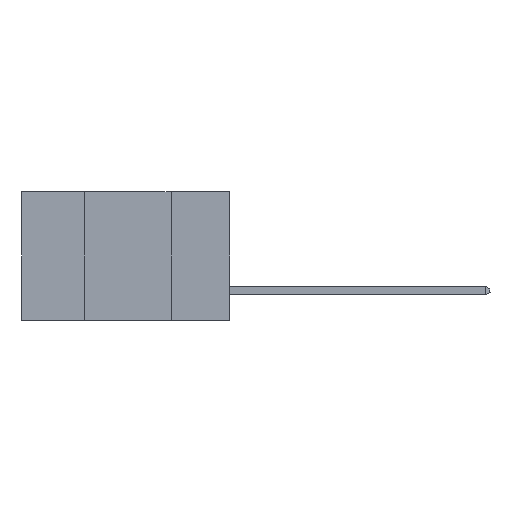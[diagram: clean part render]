
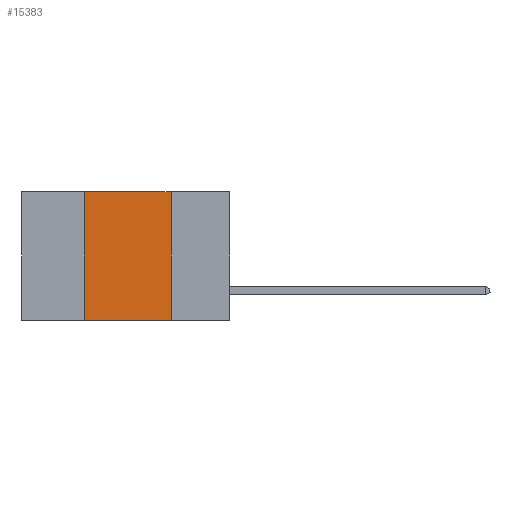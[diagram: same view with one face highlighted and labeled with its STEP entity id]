
A CAD part, left-side view. The second image highlights one B-rep face of the part: STEP entity #15383.
In plain terms, the highlighted planar face has unit normal (-1, 0, 0).
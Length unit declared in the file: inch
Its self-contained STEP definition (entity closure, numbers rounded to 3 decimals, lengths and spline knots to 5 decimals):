
#555 = CARTESIAN_POINT ( 'NONE',  ( 0., 0.17, 0. ) ) ;
#1003 = CARTESIAN_POINT ( 'NONE',  ( 0., 0.17, 0. ) ) ;
#1812 = DIRECTION ( 'NONE',  ( 0., -1., 0. ) ) ;
#2070 = VERTEX_POINT ( 'NONE', #11748 ) ;
#2166 = VERTEX_POINT ( 'NONE', #555 ) ;
#2288 = CARTESIAN_POINT ( 'NONE',  ( 0., 0.6, 0. ) ) ;
#2648 = VECTOR ( 'NONE', #6516, 39.37008 ) ;
#5357 = FACE_OUTER_BOUND ( 'NONE', #5953, .T. ) ;
#5617 = CARTESIAN_POINT ( 'NONE',  ( 0., 0.42, 0. ) ) ;
#5953 = EDGE_LOOP ( 'NONE', ( #13892, #14983, #15586, #6161 ) ) ;
#6047 = CARTESIAN_POINT ( 'NONE',  ( 0., 0.6, -0.37 ) ) ;
#6161 = ORIENTED_EDGE ( 'NONE', *, *, #13291, .T. ) ;
#6516 = DIRECTION ( 'NONE',  ( 0., 0., -1. ) ) ;
#6731 = AXIS2_PLACEMENT_3D ( 'NONE', #12006, #17769, #14639 ) ;
#6825 = EDGE_CURVE ( 'NONE', #9703, #2166, #8879, .T. ) ;
#7527 = CARTESIAN_POINT ( 'NONE',  ( 0., 0.42, 0. ) ) ;
#7577 = PLANE ( 'NONE',  #6731 ) ;
#8231 = LINE ( 'NONE', #6047, #11343 ) ;
#8879 = LINE ( 'NONE', #2288, #17140 ) ;
#9455 = DIRECTION ( 'NONE',  ( 0., -1., 0. ) ) ;
#9703 = VERTEX_POINT ( 'NONE', #5617 ) ;
#10679 = LINE ( 'NONE', #1003, #2648 ) ;
#11343 = VECTOR ( 'NONE', #1812, 39.37008 ) ;
#11575 = VECTOR ( 'NONE', #15953, 39.37008 ) ;
#11748 = CARTESIAN_POINT ( 'NONE',  ( 0., 0.17, -0.37 ) ) ;
#12006 = CARTESIAN_POINT ( 'NONE',  ( 0., 0.6, 0. ) ) ;
#13256 = EDGE_CURVE ( 'NONE', #15726, #9703, #15815, .T. ) ;
#13291 = EDGE_CURVE ( 'NONE', #15726, #2070, #8231, .T. ) ;
#13780 = EDGE_CURVE ( 'NONE', #2166, #2070, #10679, .T. ) ;
#13892 = ORIENTED_EDGE ( 'NONE', *, *, #13780, .F. ) ;
#14639 = DIRECTION ( 'NONE',  ( 0., 0., -1. ) ) ;
#14983 = ORIENTED_EDGE ( 'NONE', *, *, #6825, .F. ) ;
#15383 = ADVANCED_FACE ( 'NONE', ( #5357 ), #7577, .F. ) ;
#15586 = ORIENTED_EDGE ( 'NONE', *, *, #13256, .F. ) ;
#15726 = VERTEX_POINT ( 'NONE', #15887 ) ;
#15815 = LINE ( 'NONE', #7527, #11575 ) ;
#15887 = CARTESIAN_POINT ( 'NONE',  ( 0., 0.42, -0.37 ) ) ;
#15953 = DIRECTION ( 'NONE',  ( 0., 0., 1. ) ) ;
#17140 = VECTOR ( 'NONE', #9455, 39.37008 ) ;
#17769 = DIRECTION ( 'NONE',  ( 1., 0., 0. ) ) ;
